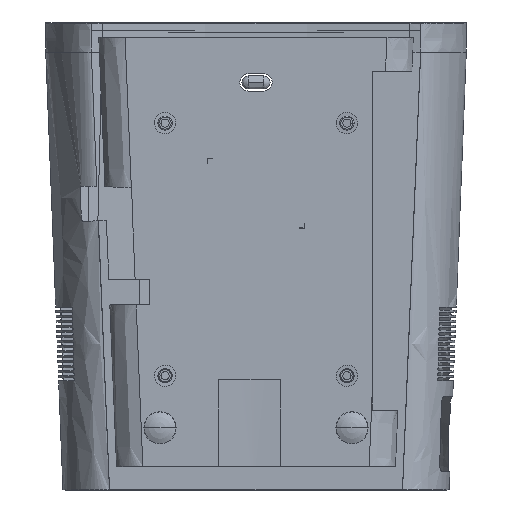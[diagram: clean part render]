
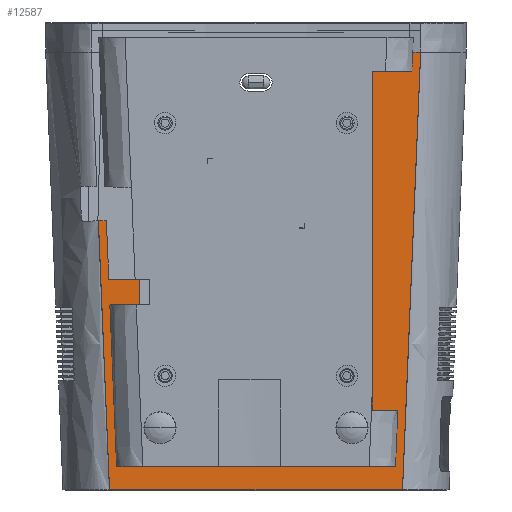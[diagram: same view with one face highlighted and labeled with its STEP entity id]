
A CAD part, front view. The second image highlights one B-rep face of the part: STEP entity #12587.
In plain terms, the highlighted planar face has unit normal (0, -1, 0).
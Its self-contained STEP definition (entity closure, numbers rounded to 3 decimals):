
#9610=DIRECTION('',(0.041,0.,-0.999));
#9611=VECTOR('',#9610,57.886);
#9612=CARTESIAN_POINT('',(-148.028,-4.5,
-164.84));
#9613=LINE('',#9612,#9611);
#9614=CARTESIAN_POINT('',(-145.633,-4.5,
-222.677));
#9615=CARTESIAN_POINT('',(-145.631,-4.5,
-222.73));
#9616=CARTESIAN_POINT('',(-145.601,-4.5,
-222.823));
#9617=CARTESIAN_POINT('',(-145.495,-4.5,
-222.931));
#9618=CARTESIAN_POINT('',(-145.393,-4.5,
-222.964));
#9619=CARTESIAN_POINT('',(-145.333,-4.5,
-222.964));
#9621=DIRECTION('',(1.,0.,0.));
#9622=VECTOR('',#9621,30.069);
#9623=CARTESIAN_POINT('',(-145.333,-4.5,
-222.964));
#9624=LINE('',#9623,#9622);
#9625=DIRECTION('',(0.,0.,-1.));
#9626=VECTOR('',#9625,25.);
#9627=CARTESIAN_POINT('',(-115.264,-4.5,
-222.964));
#9628=LINE('',#9627,#9626);
#9629=DIRECTION('',(-1.,0.,0.));
#9630=VECTOR('',#9629,29.009);
#9631=CARTESIAN_POINT('',(-115.264,-4.5,
-247.964));
#9632=LINE('',#9631,#9630);
#9633=CARTESIAN_POINT('',(-144.273,-4.5,
-247.964));
#9634=CARTESIAN_POINT('',(-144.33,-4.5,
-247.964));
#9635=CARTESIAN_POINT('',(-144.428,-4.5,
-247.993));
#9636=CARTESIAN_POINT('',(-144.543,-4.5,
-248.104));
#9637=CARTESIAN_POINT('',(-144.575,-4.5,
-248.213));
#9638=CARTESIAN_POINT('',(-144.572,-4.5,
-248.276));
#9640=DIRECTION('',(0.041,0.,-0.999));
#9641=VECTOR('',#9640,159.98);
#9642=CARTESIAN_POINT('',(-144.572,-4.5,
-248.276));
#9643=LINE('',#9642,#9641);
#9644=CARTESIAN_POINT('',(-137.953,-4.5,
-408.13));
#9645=CARTESIAN_POINT('',(-137.951,-4.5,
-408.165));
#9646=CARTESIAN_POINT('',(-137.918,-4.5,
-408.222));
#9647=CARTESIAN_POINT('',(-137.852,-4.5,
-408.282));
#9648=CARTESIAN_POINT('',(-137.789,-4.5,
-408.3));
#9649=CARTESIAN_POINT('',(-137.754,-4.5,-408.3));
#9651=CARTESIAN_POINT('',(137.776,-4.5,-408.3));
#9652=CARTESIAN_POINT('',(137.81,-4.5,
-408.3));
#9653=CARTESIAN_POINT('',(137.869,-4.5,
-408.269));
#9654=CARTESIAN_POINT('',(137.932,-4.5,
-408.206));
#9655=CARTESIAN_POINT('',(137.952,-4.5,
-408.144));
#9656=CARTESIAN_POINT('',(137.954,-4.5,
-408.108));
#9658=DIRECTION('',(0.041,0.,0.999));
#9659=VECTOR('',#9658,55.499);
#9660=CARTESIAN_POINT('',(137.953,-4.5,
-408.108));
#9661=LINE('',#9660,#9659);
#9662=CARTESIAN_POINT('',(140.249,-4.5,
-352.657));
#9663=CARTESIAN_POINT('',(140.251,-4.5,
-352.62));
#9664=CARTESIAN_POINT('',(140.235,-4.5,
-352.553));
#9665=CARTESIAN_POINT('',(140.164,-4.5,
-352.474));
#9666=CARTESIAN_POINT('',(140.092,-4.5,
-352.45));
#9667=CARTESIAN_POINT('',(140.05,-4.5,-352.45));
#9669=DIRECTION('',(-1.,0.,0.));
#9670=VECTOR('',#9669,25.7);
#9671=CARTESIAN_POINT('',(140.05,-4.5,-352.45));
#9672=LINE('',#9671,#9670);
#9673=DIRECTION('',(1.,0.,0.));
#9674=VECTOR('',#9673,39.598);
#9675=CARTESIAN_POINT('',(114.35,-4.5,-17.25));
#9676=LINE('',#9675,#9674);
#9677=CARTESIAN_POINT('',(153.948,-4.5,-17.25));
#9678=CARTESIAN_POINT('',(153.987,-4.5,
-17.25));
#9679=CARTESIAN_POINT('',(154.054,-4.5,
-17.229));
#9680=CARTESIAN_POINT('',(154.124,-4.5,
-17.16));
#9681=CARTESIAN_POINT('',(154.145,-4.5,
-17.098));
#9682=CARTESIAN_POINT('',(154.147,-4.5,
-17.062));
#9684=DIRECTION('',(0.041,0.,0.999));
#9685=VECTOR('',#9684,18.678);
#9686=CARTESIAN_POINT('',(154.147,-4.5,
-17.062));
#9687=LINE('',#9686,#9685);
#9688=DIRECTION('',(1.,0.,0.));
#9689=VECTOR('',#9688,7.907);
#9690=CARTESIAN_POINT('',(154.92,-4.5,1.6));
#9691=LINE('',#9690,#9689);
#9692=DIRECTION('',(-0.041,0.,-0.999));
#9693=VECTOR('',#9692,432.971);
#9694=CARTESIAN_POINT('',(162.827,-4.5,1.6));
#9695=LINE('',#9694,#9693);
#9696=DIRECTION('',(-1.,0.,0.));
#9697=VECTOR('',#9696,289.825);
#9698=CARTESIAN_POINT('',(144.912,-4.5,-431.));
#9699=LINE('',#9698,#9697);
#9700=DIRECTION('',(-0.041,0.,0.999));
#9701=VECTOR('',#9700,266.183);
#9702=CARTESIAN_POINT('',(-144.912,-4.5,-431.));
#9703=LINE('',#9702,#9701);
#9704=DIRECTION('',(1.,0.,0.026));
#9705=VECTOR('',#9704,7.901);
#9706=CARTESIAN_POINT('',(-155.926,-4.5,
-165.045));
#9707=LINE('',#9706,#9705);
#9990=DIRECTION('',(0.,0.,-1.));
#9991=VECTOR('',#9990,335.2);
#9992=CARTESIAN_POINT('',(114.35,-4.5,-17.25));
#9993=LINE('',#9992,#9991);
#10745=DIRECTION('',(-1.,0.,0.));
#10746=VECTOR('',#10745,275.518);
#10747=CARTESIAN_POINT('',(137.765,-4.5,-408.3));
#10748=LINE('',#10747,#10746);
#11837=CARTESIAN_POINT('',(-115.264,-4.5,
-247.964));
#11838=CARTESIAN_POINT('',(-144.273,-4.5,
-247.964));
#11839=VERTEX_POINT('',#11837);
#11840=VERTEX_POINT('',#11838);
#11841=VERTEX_POINT('',#9638);
#11847=CARTESIAN_POINT('',(-148.028,-4.5,
-164.84));
#11848=CARTESIAN_POINT('',(-145.633,-4.5,
-222.677));
#11849=VERTEX_POINT('',#11847);
#11850=VERTEX_POINT('',#11848);
#11851=VERTEX_POINT('',#9619);
#11852=CARTESIAN_POINT('',(-115.264,-4.5,
-222.964));
#11853=VERTEX_POINT('',#11852);
#11854=CARTESIAN_POINT('',(-137.953,-4.5,
-408.119));
#11855=VERTEX_POINT('',#11854);
#11856=VERTEX_POINT('',#9649);
#11857=CARTESIAN_POINT('',(137.765,-4.5,-408.3));
#11858=VERTEX_POINT('',#11857);
#11859=VERTEX_POINT('',#9656);
#11860=CARTESIAN_POINT('',(140.249,-4.5,
-352.657));
#11861=VERTEX_POINT('',#11860);
#11862=VERTEX_POINT('',#9667);
#11863=CARTESIAN_POINT('',(114.35,-4.5,-352.45));
#11864=VERTEX_POINT('',#11863);
#11865=CARTESIAN_POINT('',(114.35,-4.5,-17.25));
#11866=VERTEX_POINT('',#11865);
#11867=CARTESIAN_POINT('',(153.948,-4.5,-17.25));
#11868=VERTEX_POINT('',#11867);
#11869=VERTEX_POINT('',#9682);
#11870=CARTESIAN_POINT('',(154.92,-4.5,
1.6));
#11871=VERTEX_POINT('',#11870);
#11872=CARTESIAN_POINT('',(162.827,-4.5,1.6));
#11873=VERTEX_POINT('',#11872);
#11874=CARTESIAN_POINT('',(144.912,-4.5,-431.));
#11875=VERTEX_POINT('',#11874);
#11876=CARTESIAN_POINT('',(-144.912,-4.5,-431.));
#11877=VERTEX_POINT('',#11876);
#11878=CARTESIAN_POINT('',(-155.926,-4.5,
-165.045));
#11879=VERTEX_POINT('',#11878);
#12536=CARTESIAN_POINT('',(0.013,-4.5,
-214.8));
#12537=DIRECTION('',(0.,1.,0.));
#12538=DIRECTION('',(1.,0.,0.));
#12539=AXIS2_PLACEMENT_3D('',#12536,#12537,#12538);
#12540=PLANE('',#12539);
#12542=ORIENTED_EDGE('',*,*,#12541,.T.);
#12544=ORIENTED_EDGE('',*,*,#12543,.T.);
#12546=ORIENTED_EDGE('',*,*,#12545,.T.);
#12548=ORIENTED_EDGE('',*,*,#12547,.T.);
#12550=ORIENTED_EDGE('',*,*,#12549,.T.);
#12552=ORIENTED_EDGE('',*,*,#12551,.T.);
#12554=ORIENTED_EDGE('',*,*,#12553,.T.);
#12556=ORIENTED_EDGE('',*,*,#12555,.T.);
#12558=ORIENTED_EDGE('',*,*,#12557,.F.);
#12560=ORIENTED_EDGE('',*,*,#12559,.T.);
#12562=ORIENTED_EDGE('',*,*,#12561,.T.);
#12564=ORIENTED_EDGE('',*,*,#12563,.T.);
#12566=ORIENTED_EDGE('',*,*,#12565,.T.);
#12568=ORIENTED_EDGE('',*,*,#12567,.F.);
#12570=ORIENTED_EDGE('',*,*,#12569,.T.);
#12572=ORIENTED_EDGE('',*,*,#12571,.T.);
#12574=ORIENTED_EDGE('',*,*,#12573,.T.);
#12576=ORIENTED_EDGE('',*,*,#12575,.T.);
#12578=ORIENTED_EDGE('',*,*,#12577,.T.);
#12580=ORIENTED_EDGE('',*,*,#12579,.T.);
#12582=ORIENTED_EDGE('',*,*,#12581,.T.);
#12584=ORIENTED_EDGE('',*,*,#12583,.T.);
#12585=EDGE_LOOP('',(#12542,#12544,#12546,#12548,#12550,#12552,#12554,#12556,
#12558,#12560,#12562,#12564,#12566,#12568,#12570,#12572,#12574,#12576,#12578,
#12580,#12582,#12584));
#12586=FACE_OUTER_BOUND('',#12585,.F.);
#9620=B_SPLINE_CURVE_WITH_KNOTS('',3,(#9614,#9615,#9616,#9617,#9618,#9619),
.UNSPECIFIED.,.F.,.F.,(4,1,1,4),(0.,0.333,0.667,1.),
.UNSPECIFIED.);
#9639=B_SPLINE_CURVE_WITH_KNOTS('',3,(#9633,#9634,#9635,#9636,#9637,#9638),
.UNSPECIFIED.,.F.,.F.,(4,1,1,4),(0.,0.333,0.667,1.),
.UNSPECIFIED.);
#9650=B_SPLINE_CURVE_WITH_KNOTS('',3,(#9644,#9645,#9646,#9647,#9648,#9649),
.UNSPECIFIED.,.F.,.F.,(4,1,1,4),(0.,0.333,0.667,1.),
.UNSPECIFIED.);
#9657=B_SPLINE_CURVE_WITH_KNOTS('',3,(#9651,#9652,#9653,#9654,#9655,#9656),
.UNSPECIFIED.,.F.,.F.,(4,1,1,4),(0.,0.333,0.667,1.),
.UNSPECIFIED.);
#9668=B_SPLINE_CURVE_WITH_KNOTS('',3,(#9662,#9663,#9664,#9665,#9666,#9667),
.UNSPECIFIED.,.F.,.F.,(4,1,1,4),(0.,0.333,0.667,1.),
.UNSPECIFIED.);
#9683=B_SPLINE_CURVE_WITH_KNOTS('',3,(#9677,#9678,#9679,#9680,#9681,#9682),
.UNSPECIFIED.,.F.,.F.,(4,1,1,4),(0.,0.333,0.667,1.),
.UNSPECIFIED.);
#12541=EDGE_CURVE('',#11849,#11850,#9613,.T.);
#12543=EDGE_CURVE('',#11850,#11851,#9620,.T.);
#12545=EDGE_CURVE('',#11851,#11853,#9624,.T.);
#12547=EDGE_CURVE('',#11853,#11839,#9628,.T.);
#12549=EDGE_CURVE('',#11839,#11840,#9632,.T.);
#12551=EDGE_CURVE('',#11840,#11841,#9639,.T.);
#12553=EDGE_CURVE('',#11841,#11855,#9643,.T.);
#12555=EDGE_CURVE('',#11855,#11856,#9650,.T.);
#12557=EDGE_CURVE('',#11858,#11856,#10748,.T.);
#12559=EDGE_CURVE('',#11858,#11859,#9657,.T.);
#12561=EDGE_CURVE('',#11859,#11861,#9661,.T.);
#12563=EDGE_CURVE('',#11861,#11862,#9668,.T.);
#12565=EDGE_CURVE('',#11862,#11864,#9672,.T.);
#12567=EDGE_CURVE('',#11866,#11864,#9993,.T.);
#12569=EDGE_CURVE('',#11866,#11868,#9676,.T.);
#12571=EDGE_CURVE('',#11868,#11869,#9683,.T.);
#12573=EDGE_CURVE('',#11869,#11871,#9687,.T.);
#12575=EDGE_CURVE('',#11871,#11873,#9691,.T.);
#12577=EDGE_CURVE('',#11873,#11875,#9695,.T.);
#12579=EDGE_CURVE('',#11875,#11877,#9699,.T.);
#12581=EDGE_CURVE('',#11877,#11879,#9703,.T.);
#12583=EDGE_CURVE('',#11879,#11849,#9707,.T.);
#12587=ADVANCED_FACE('',(#12586),#12540,.F.);
